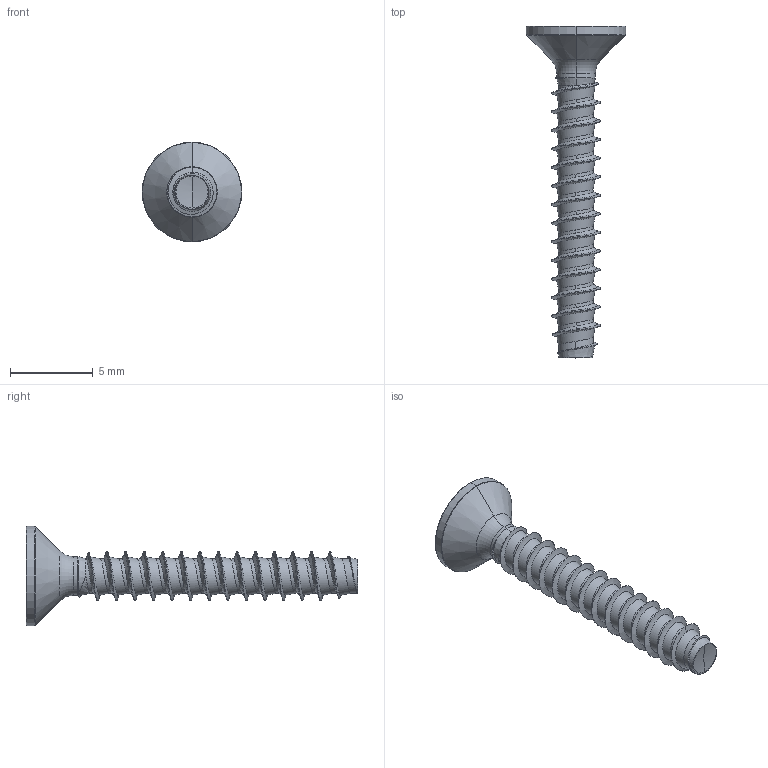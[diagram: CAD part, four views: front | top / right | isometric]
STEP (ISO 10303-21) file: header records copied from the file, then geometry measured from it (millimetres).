
FILE_DESCRIPTION (( 'STEP AP203' ), '1' );
FILE_NAME ('STP330300200.STEP', '2017-08-15T15:26:10', ( '' ), ( '' ), 'SwSTEP 2.0', 'SolidWorks 2015', '' );
FILE_SCHEMA (( 'CONFIG_CONTROL_DESIGN' ));
Length unit declared in the file: millimetre
Products named in the file (1): STP330300200
Bounding box: 6 x 20 x 6 mm (x, y, z)
Volume: 111.7 mm3; surface area: 276.2 mm2
Topology: 1 solids, 1 shells, 190 faces, 439 edges, 251 vertices
Faces by surface type: cylinder 75, bspline 51, sphere 26, plane 22, cone 10, torus 6
Entity records: 22637 total; most frequent: CARTESIAN_POINT 18785, ORIENTED_EDGE 874, DIRECTION 687, EDGE_CURVE 437, AXIS2_PLACEMENT_3D 279, VERTEX_POINT 251, EDGE_LOOP 192, ADVANCED_FACE 190
